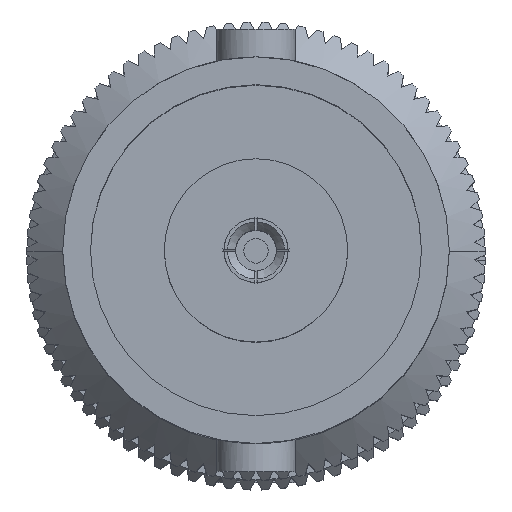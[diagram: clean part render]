
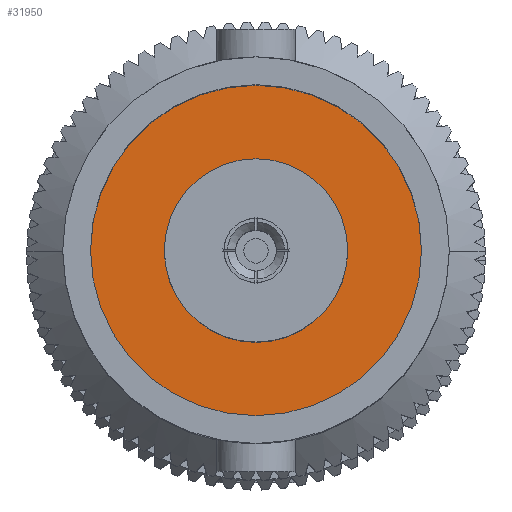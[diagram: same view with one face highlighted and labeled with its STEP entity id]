
A CAD part, top view. The second image highlights one B-rep face of the part: STEP entity #31950.
In plain terms, the highlighted face is planar.
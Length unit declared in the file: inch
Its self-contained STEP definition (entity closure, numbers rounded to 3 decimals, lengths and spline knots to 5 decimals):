
#915 = DIRECTION ( 'NONE',  ( 0., 0., -1. ) ) ;
#16392 = DIRECTION ( 'NONE',  ( 0., 0., -1. ) ) ;
#24014 = EDGE_CURVE ( 'NONE', #99301, #103253, #60003, .T. ) ;
#25172 = CARTESIAN_POINT ( 'NONE',  ( 0.33, 0., 0.09 ) ) ;
#28358 = CARTESIAN_POINT ( 'NONE',  ( 0.33, 0., 0. ) ) ;
#28372 = AXIS2_PLACEMENT_3D ( 'NONE', #93265, #29264, #81683 ) ;
#29264 = DIRECTION ( 'NONE',  ( -1., 0., 0. ) ) ;
#29447 = ORIENTED_EDGE ( 'NONE', *, *, #24014, .T. ) ;
#29784 = CIRCLE ( 'NONE', #79779, 0.1625 ) ;
#31950 = ADVANCED_FACE ( 'NONE', ( #108106, #79818 ), #98029, .T. ) ;
#36802 = CARTESIAN_POINT ( 'NONE',  ( 0.33, 0., 0. ) ) ;
#39567 = CIRCLE ( 'NONE', #119033, 0.09 ) ;
#42604 = VERTEX_POINT ( 'NONE', #61470 ) ;
#43040 = DIRECTION ( 'NONE',  ( 1., 0., 0. ) ) ;
#43585 = VERTEX_POINT ( 'NONE', #125265 ) ;
#45377 = DIRECTION ( 'NONE',  ( -1., 0., 0. ) ) ;
#46099 = CIRCLE ( 'NONE', #28372, 0.1625 ) ;
#56496 = DIRECTION ( 'NONE',  ( 0., 0., 1. ) ) ;
#57996 = DIRECTION ( 'NONE',  ( 1., 0., 0. ) ) ;
#58560 = AXIS2_PLACEMENT_3D ( 'NONE', #96911, #43040, #915 ) ;
#59764 = ORIENTED_EDGE ( 'NONE', *, *, #134213, .T. ) ;
#60003 = CIRCLE ( 'NONE', #58560, 0.09 ) ;
#61470 = CARTESIAN_POINT ( 'NONE',  ( 0.33, 0., -0.1625 ) ) ;
#69625 = EDGE_CURVE ( 'NONE', #43585, #42604, #29784, .T. ) ;
#73669 = EDGE_CURVE ( 'NONE', #42604, #43585, #46099, .T. ) ;
#79779 = AXIS2_PLACEMENT_3D ( 'NONE', #109484, #45377, #56496 ) ;
#79818 = FACE_OUTER_BOUND ( 'NONE', #82142, .T. ) ;
#81683 = DIRECTION ( 'NONE',  ( 0., 0., 1. ) ) ;
#82142 = EDGE_LOOP ( 'NONE', ( #118091, #123025 ) ) ;
#93265 = CARTESIAN_POINT ( 'NONE',  ( 0.33, 0., 0. ) ) ;
#96911 = CARTESIAN_POINT ( 'NONE',  ( 0.33, 0., 0. ) ) ;
#98029 = PLANE ( 'NONE',  #112794 ) ;
#99301 = VERTEX_POINT ( 'NONE', #134630 ) ;
#103253 = VERTEX_POINT ( 'NONE', #25172 ) ;
#108106 = FACE_BOUND ( 'NONE', #117901, .T. ) ;
#108724 = DIRECTION ( 'NONE',  ( 0., 0., 1. ) ) ;
#109484 = CARTESIAN_POINT ( 'NONE',  ( 0.33, 0., 0. ) ) ;
#111072 = DIRECTION ( 'NONE',  ( -1., 0., 0. ) ) ;
#112794 = AXIS2_PLACEMENT_3D ( 'NONE', #36802, #111072, #108724 ) ;
#117901 = EDGE_LOOP ( 'NONE', ( #29447, #59764 ) ) ;
#118091 = ORIENTED_EDGE ( 'NONE', *, *, #69625, .T. ) ;
#119033 = AXIS2_PLACEMENT_3D ( 'NONE', #28358, #57996, #16392 ) ;
#123025 = ORIENTED_EDGE ( 'NONE', *, *, #73669, .T. ) ;
#125265 = CARTESIAN_POINT ( 'NONE',  ( 0.33, 0., 0.1625 ) ) ;
#134213 = EDGE_CURVE ( 'NONE', #103253, #99301, #39567, .T. ) ;
#134630 = CARTESIAN_POINT ( 'NONE',  ( 0.33, 0., -0.09 ) ) ;
